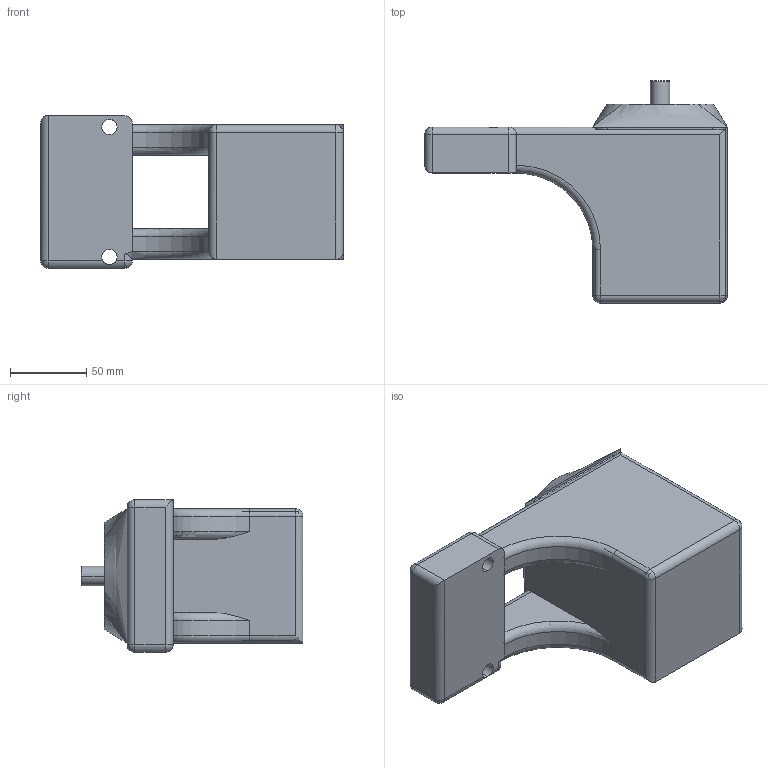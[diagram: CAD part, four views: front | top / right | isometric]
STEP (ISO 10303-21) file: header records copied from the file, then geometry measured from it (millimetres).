
FILE_DESCRIPTION (( 'STEP AP203' ), '1' );
FILE_NAME ('Mount assem_Default_sldprt.STEP', '2023-02-01T17:19:01', ( '' ), ( '' ), 'SwSTEP 2.0', 'SolidWorks 2022', '' );
FILE_SCHEMA (( 'CONFIG_CONTROL_DESIGN' ));
Length unit declared in the file: inch
Products named in the file (1): Mount assem_Default_sldprt
Bounding box: 198 x 145.2 x 100 mm (x, y, z)
Volume: 1139434.3 mm3; surface area: 218106.6 mm2
Topology: 6 solids, 6 shells, 236 faces, 587 edges, 341 vertices
Faces by surface type: cylinder 115, plane 73, torus 22, sphere 16, bspline 8, cone 2
Entity records: 7436 total; most frequent: CARTESIAN_POINT 1796, DIRECTION 1226, ORIENTED_EDGE 1134, EDGE_CURVE 567, AXIS2_PLACEMENT_3D 465, VERTEX_POINT 341, LINE 296, VECTOR 296
